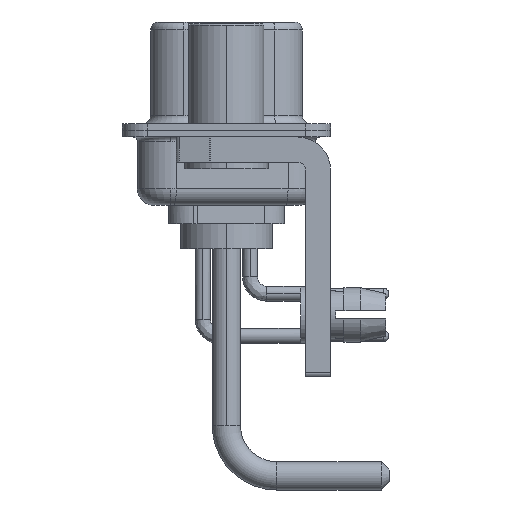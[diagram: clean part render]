
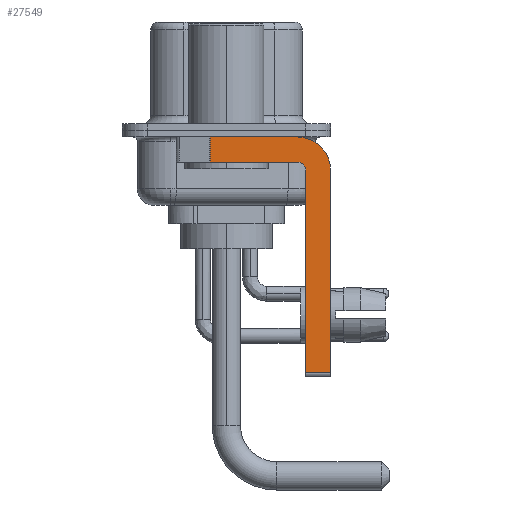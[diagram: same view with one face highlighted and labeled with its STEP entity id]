
A CAD part, left-side view. The second image highlights one B-rep face of the part: STEP entity #27549.
In plain terms, the highlighted planar face has unit normal (-1, 0, 0).
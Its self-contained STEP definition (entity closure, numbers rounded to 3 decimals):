
#6 = VERTEX_POINT ( 'NONE', #26319 ) ;
#491 = CIRCLE ( 'NONE', #23102, 0.5 ) ;
#499 = CARTESIAN_POINT ( 'NONE',  ( -2.9, -4.25, -1.9 ) ) ;
#1836 = EDGE_CURVE ( 'NONE', #12642, #23445, #491, .T. ) ;
#2393 = CARTESIAN_POINT ( 'NONE',  ( -2.9, -4.25, -2.4 ) ) ;
#3587 = CARTESIAN_POINT ( 'NONE',  ( -2.9, 3., -0.4 ) ) ;
#3939 = CARTESIAN_POINT ( 'NONE',  ( -2.9, -4.75, -2.4 ) ) ;
#4474 = VERTEX_POINT ( 'NONE', #16956 ) ;
#4788 = CARTESIAN_POINT ( 'NONE',  ( -2.9, -4.75, -14.55 ) ) ;
#4812 = DIRECTION ( 'NONE',  ( 1., 0., 0. ) ) ;
#5411 = CIRCLE ( 'NONE', #8139, 2. ) ;
#5569 = EDGE_CURVE ( 'NONE', #4474, #7200, #5411, .T. ) ;
#5850 = DIRECTION ( 'NONE',  ( -1., 0., 0. ) ) ;
#5957 = VERTEX_POINT ( 'NONE', #6741 ) ;
#6114 = DIRECTION ( 'NONE',  ( 0., 0., -1. ) ) ;
#6256 = ORIENTED_EDGE ( 'NONE', *, *, #6307, .F. ) ;
#6307 = EDGE_CURVE ( 'NONE', #7200, #6, #13220, .T. ) ;
#6384 = CARTESIAN_POINT ( 'NONE',  ( -2.9, 0.978, -1.9 ) ) ;
#6696 = VECTOR ( 'NONE', #9155, 1000. ) ;
#6741 = CARTESIAN_POINT ( 'NONE',  ( -2.9, 0.978, -0.4 ) ) ;
#6861 = EDGE_CURVE ( 'NONE', #14125, #6, #25632, .T. ) ;
#7200 = VERTEX_POINT ( 'NONE', #21330 ) ;
#7420 = CARTESIAN_POINT ( 'NONE',  ( -2.9, -4.25, -2.4 ) ) ;
#8073 = VECTOR ( 'NONE', #6114, 1000. ) ;
#8139 = AXIS2_PLACEMENT_3D ( 'NONE', #2393, #4812, #11062 ) ;
#8411 = CARTESIAN_POINT ( 'NONE',  ( -2.9, -6.25, -2.4 ) ) ;
#8693 = ORIENTED_EDGE ( 'NONE', *, *, #26891, .T. ) ;
#8960 = VERTEX_POINT ( 'NONE', #27137 ) ;
#9155 = DIRECTION ( 'NONE',  ( 0., 1., 0. ) ) ;
#9950 = VECTOR ( 'NONE', #21363, 1000. ) ;
#10005 = CARTESIAN_POINT ( 'NONE',  ( -2.9, -4.25, -1.9 ) ) ;
#10446 = ORIENTED_EDGE ( 'NONE', *, *, #12832, .F. ) ;
#11062 = DIRECTION ( 'NONE',  ( 0., 0., -1. ) ) ;
#12372 = LINE ( 'NONE', #3587, #23402 ) ;
#12642 = VERTEX_POINT ( 'NONE', #3939 ) ;
#12716 = CARTESIAN_POINT ( 'NONE',  ( -2.9, -4.25, -14.55 ) ) ;
#12832 = EDGE_CURVE ( 'NONE', #14125, #12642, #24982, .T. ) ;
#13220 = LINE ( 'NONE', #8411, #23028 ) ;
#13266 = CARTESIAN_POINT ( 'NONE',  ( -2.9, -4.25, -2.4 ) ) ;
#13799 = DIRECTION ( 'NONE',  ( 0., 0., 1. ) ) ;
#13902 = EDGE_LOOP ( 'NONE', ( #23316, #8693, #17012, #15844, #10446, #15397, #6256, #14529 ) ) ;
#14125 = VERTEX_POINT ( 'NONE', #4788 ) ;
#14529 = ORIENTED_EDGE ( 'NONE', *, *, #5569, .F. ) ;
#15377 = VECTOR ( 'NONE', #13799, 1000. ) ;
#15397 = ORIENTED_EDGE ( 'NONE', *, *, #6861, .T. ) ;
#15402 = PLANE ( 'NONE',  #25309 ) ;
#15844 = ORIENTED_EDGE ( 'NONE', *, *, #1836, .F. ) ;
#16956 = CARTESIAN_POINT ( 'NONE',  ( -2.9, -4.25, -0.4 ) ) ;
#17012 = ORIENTED_EDGE ( 'NONE', *, *, #26342, .F. ) ;
#17534 = FACE_OUTER_BOUND ( 'NONE', #13902, .T. ) ;
#19925 = LINE ( 'NONE', #499, #6696 ) ;
#21330 = CARTESIAN_POINT ( 'NONE',  ( -2.9, -6.25, -2.4 ) ) ;
#21363 = DIRECTION ( 'NONE',  ( 0., -1., 0. ) ) ;
#21919 = DIRECTION ( 'NONE',  ( 0., 0., -1. ) ) ;
#22192 = DIRECTION ( 'NONE',  ( 1., 0., 0. ) ) ;
#22865 = DIRECTION ( 'NONE',  ( 0., -1., 0. ) ) ;
#23028 = VECTOR ( 'NONE', #27840, 1000. ) ;
#23102 = AXIS2_PLACEMENT_3D ( 'NONE', #7420, #5850, #27256 ) ;
#23316 = ORIENTED_EDGE ( 'NONE', *, *, #25268, .F. ) ;
#23402 = VECTOR ( 'NONE', #22865, 1000. ) ;
#23445 = VERTEX_POINT ( 'NONE', #10005 ) ;
#24982 = LINE ( 'NONE', #26978, #15377 ) ;
#25268 = EDGE_CURVE ( 'NONE', #5957, #4474, #12372, .T. ) ;
#25309 = AXIS2_PLACEMENT_3D ( 'NONE', #13266, #22192, #21919 ) ;
#25632 = LINE ( 'NONE', #12716, #9950 ) ;
#25813 = LINE ( 'NONE', #6384, #8073 ) ;
#26319 = CARTESIAN_POINT ( 'NONE',  ( -2.9, -6.25, -14.55 ) ) ;
#26342 = EDGE_CURVE ( 'NONE', #23445, #8960, #19925, .T. ) ;
#26891 = EDGE_CURVE ( 'NONE', #5957, #8960, #25813, .T. ) ;
#26978 = CARTESIAN_POINT ( 'NONE',  ( -2.9, -4.75, -14.8 ) ) ;
#27137 = CARTESIAN_POINT ( 'NONE',  ( -2.9, 0.978, -1.9 ) ) ;
#27256 = DIRECTION ( 'NONE',  ( 0., 0., 1. ) ) ;
#27549 = ADVANCED_FACE ( 'NONE', ( #17534 ), #15402, .F. ) ;
#27840 = DIRECTION ( 'NONE',  ( 0., 0., -1. ) ) ;
